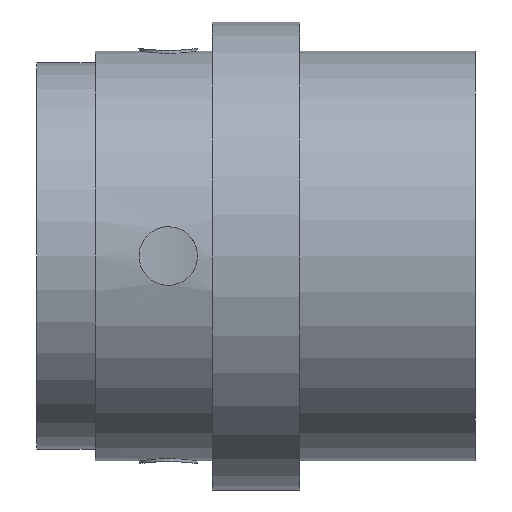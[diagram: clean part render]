
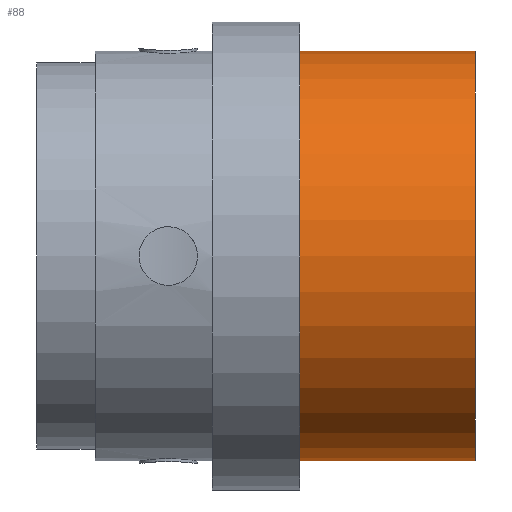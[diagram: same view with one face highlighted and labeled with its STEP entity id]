
A CAD part, front view. The second image highlights one B-rep face of the part: STEP entity #88.
In plain terms, the highlighted cylindrical face has radius 7 mm (diameter 14 mm), a full revolution.
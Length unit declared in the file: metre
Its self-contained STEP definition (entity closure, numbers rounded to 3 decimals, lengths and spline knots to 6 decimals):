
#88=ADVANCED_FACE('',(#199,#200),#201,.T.);
#199=FACE_OUTER_BOUND('',#318,.T.);
#200=FACE_OUTER_BOUND('',#319,.T.);
#201=CYLINDRICAL_SURFACE('',#320,0.007);
#318=EDGE_LOOP('',(#467));
#319=EDGE_LOOP('',(#468));
#320=AXIS2_PLACEMENT_3D('',#469,#470,#471);
#467=ORIENTED_EDGE('',*,*,#567,.T.);
#468=ORIENTED_EDGE('',*,*,#568,.F.);
#469=CARTESIAN_POINT('',(0.021,0.0,0.0));
#470=DIRECTION('',(-1.0,-0.0,-0.0));
#471=DIRECTION('',(0.0,0.0,-1.0));
#567=EDGE_CURVE('',#647,#647,#648,.T.);
#568=EDGE_CURVE('',#649,#649,#650,.T.);
#647=VERTEX_POINT('',#1011);
#648=CIRCLE('',#1012,0.007);
#649=VERTEX_POINT('',#1013);
#650=CIRCLE('',#1014,0.007);
#1011=CARTESIAN_POINT('',(0.009,0.0,-0.007));
#1012=AXIS2_PLACEMENT_3D('',#1073,#1074,#1075);
#1013=CARTESIAN_POINT('',(0.015,0.0,-0.007));
#1014=AXIS2_PLACEMENT_3D('',#1076,#1077,#1078);
#1073=CARTESIAN_POINT('',(0.009,0.0,0.0));
#1074=DIRECTION('',(1.0,-0.0,0.0));
#1075=DIRECTION('',(0.0,0.0,-1.0));
#1076=CARTESIAN_POINT('',(0.015,0.0,0.0));
#1077=DIRECTION('',(1.0,-0.0,0.0));
#1078=DIRECTION('',(0.0,0.0,-1.0));
